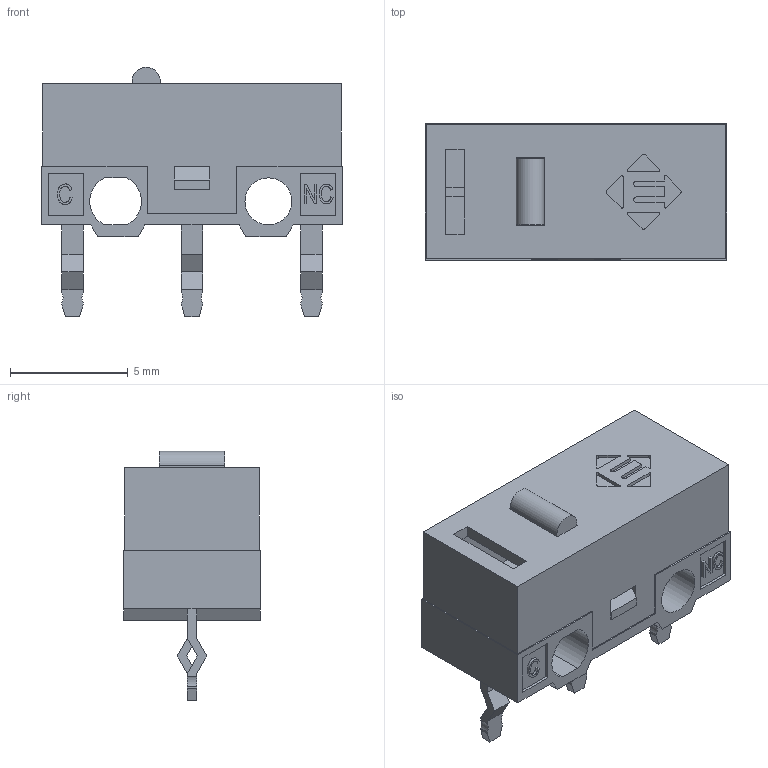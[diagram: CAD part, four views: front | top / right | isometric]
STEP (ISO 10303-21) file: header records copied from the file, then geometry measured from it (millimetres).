
FILE_DESCRIPTION(/* description */ (''),/* implementation_level */ '2;1');
FILE_NAME(/* name */ 'SS075Q100FxxxR1A.stp',/* time_stamp */ '2025-06-04T07:51:42-05:00',/* author */ ('mroman'),/* organization */ (''),/* preprocessor_version */ 'ST-DEVELOPER v18.1',/* originating_system */ 'Autodesk Inventor 2022',/* authorisation */ '');
FILE_SCHEMA (('AUTOMOTIVE_DESIGN { 1 0 10303 214 3 1 1 }'));
Length unit declared in the file: centimetre
Products named in the file (1): SS075Q100FxxxR1A
Bounding box: 12.8 x 5.8 x 10.6 mm (x, y, z)
Volume: 246.3 mm3; surface area: 712.6 mm2
Topology: 1 solids, 1 shells, 214 faces, 573 edges, 378 vertices
Faces by surface type: plane 174, cylinder 24, bspline 16
Full cylindrical faces by diameter (mm): 2 x1
Entity records: 6732 total; most frequent: CARTESIAN_POINT 1390, ORIENTED_EDGE 1146, DIRECTION 987, EDGE_CURVE 573, LINE 493, VECTOR 493, VERTEX_POINT 378, AXIS2_PLACEMENT_3D 247
